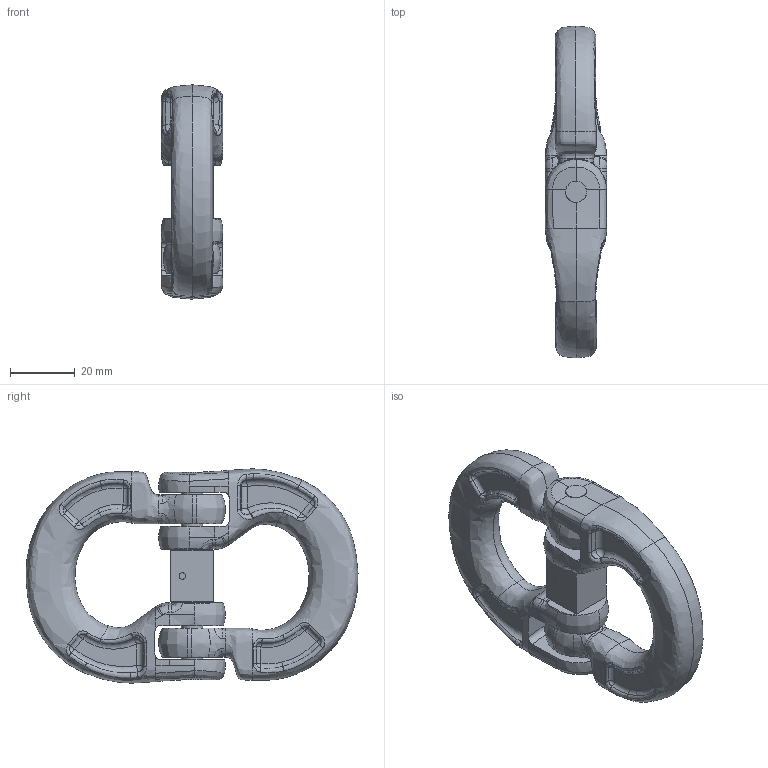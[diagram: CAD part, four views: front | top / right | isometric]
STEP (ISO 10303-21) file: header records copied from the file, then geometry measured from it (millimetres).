
FILE_DESCRIPTION(/* description */ (''),/* implementation_level */ '2;1');
FILE_NAME(/* name */ 'CWL 10 Kundenmodell',/* time_stamp */ '2010-01-05T12:50:57+01:00',/* author */ (''),/* organization */ (''),/* preprocessor_version */ 'ST-DEVELOPER v9',/* originating_system */ 'UGS - NX 4.0',/* authorisation */ '');
FILE_SCHEMA (('AUTOMOTIVE_DESIGN { 1 0 10303 214 1 1 1 1 }'));
Length unit declared in the file: millimetre
Products named in the file (1): rit3AA4rftg
Bounding box: 19.08 x 102.44 x 66.14 mm (x, y, z)
Volume: 49930.1 mm3; surface area: 19864.5 mm2
Topology: 5 solids, 5 shells, 380 faces, 938 edges, 537 vertices
Faces by surface type: bspline 176, plane 60, cylinder 52, sphere 36, torus 32, cone 24
Full cylindrical faces by diameter (mm): 2 x2, 6 x1, 6.5 x7
Entity records: 27504 total; most frequent: CARTESIAN_POINT 20278, ORIENTED_EDGE 1774, DIRECTION 1070, EDGE_CURVE 887, VERTEX_POINT 529, B_SPLINE_CURVE_WITH_KNOTS 485, AXIS2_PLACEMENT_3D 479, EDGE_LOOP 410
